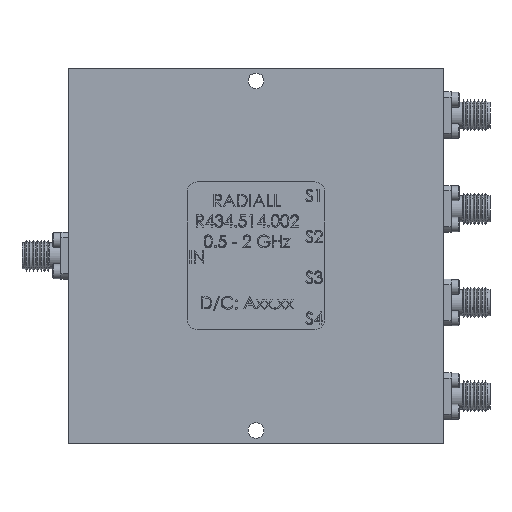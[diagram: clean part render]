
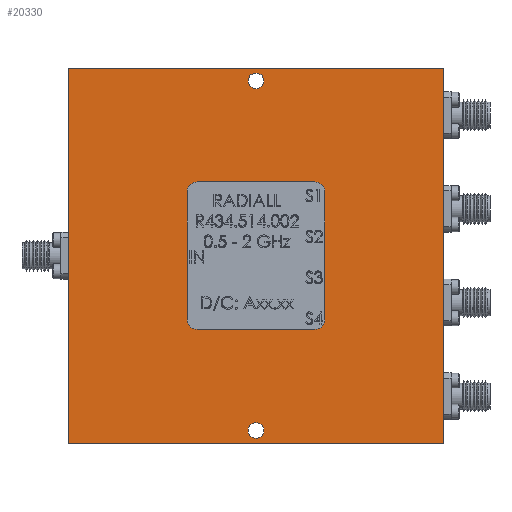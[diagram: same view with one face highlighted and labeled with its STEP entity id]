
A CAD part, top view. The second image highlights one B-rep face of the part: STEP entity #20330.
In plain terms, the highlighted planar face has unit normal (0, 0, 1).
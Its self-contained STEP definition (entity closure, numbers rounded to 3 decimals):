
#1263 = LINE ( 'NONE', #44721, #2447 ) ;
#1952 = VERTEX_POINT ( 'NONE', #13200 ) ;
#2269 = VECTOR ( 'NONE', #9961, 1000. ) ;
#2447 = VECTOR ( 'NONE', #22298, 1000. ) ;
#2962 = CARTESIAN_POINT ( 'NONE',  ( 38.1, 38.1, 3.6 ) ) ;
#4662 = VECTOR ( 'NONE', #23048, 1000. ) ;
#5638 = ORIENTED_EDGE ( 'NONE', *, *, #21995, .T. ) ;
#7614 = AXIS2_PLACEMENT_3D ( 'NONE', #11355, #15126, #41298 ) ;
#8497 = EDGE_LOOP ( 'NONE', ( #32212 ) ) ;
#8755 = CARTESIAN_POINT ( 'NONE',  ( 1.6, 35.56, 3.6 ) ) ;
#9961 = DIRECTION ( 'NONE',  ( 0., 1., 0. ) ) ;
#10185 = DIRECTION ( 'NONE',  ( 0., 0., -1. ) ) ;
#11255 = FACE_BOUND ( 'NONE', #8497, .T. ) ;
#11355 = CARTESIAN_POINT ( 'NONE',  ( -38.1, -38.1, 3.6 ) ) ;
#12783 = EDGE_CURVE ( 'NONE', #23335, #28457, #34376, .T. ) ;
#13200 = CARTESIAN_POINT ( 'NONE',  ( -38.1, -38.1, 3.6 ) ) ;
#13411 = CARTESIAN_POINT ( 'NONE',  ( -38.1, 38.1, 3.6 ) ) ;
#14233 = DIRECTION ( 'NONE',  ( 0., 0., -1. ) ) ;
#15126 = DIRECTION ( 'NONE',  ( 0., 0., 1. ) ) ;
#17162 = DIRECTION ( 'NONE',  ( -1., 0., 0. ) ) ;
#20018 = FACE_OUTER_BOUND ( 'NONE', #42989, .T. ) ;
#20252 = EDGE_CURVE ( 'NONE', #1952, #28610, #1263, .T. ) ;
#20330 = ADVANCED_FACE ( 'NONE', ( #11255, #41123, #20018 ), #26214, .T. ) ;
#21995 = EDGE_CURVE ( 'NONE', #28457, #1952, #44478, .T. ) ;
#22298 = DIRECTION ( 'NONE',  ( 1., 0., 0. ) ) ;
#22777 = ORIENTED_EDGE ( 'NONE', *, *, #23780, .T. ) ;
#23048 = DIRECTION ( 'NONE',  ( 0., -1., 0. ) ) ;
#23335 = VERTEX_POINT ( 'NONE', #2962 ) ;
#23780 = EDGE_CURVE ( 'NONE', #28610, #23335, #30980, .T. ) ;
#24053 = CIRCLE ( 'NONE', #25973, 1.6 ) ;
#25973 = AXIS2_PLACEMENT_3D ( 'NONE', #32599, #10185, #36354 ) ;
#26214 = PLANE ( 'NONE',  #7614 ) ;
#28457 = VERTEX_POINT ( 'NONE', #38104 ) ;
#28610 = VERTEX_POINT ( 'NONE', #39051 ) ;
#28611 = CARTESIAN_POINT ( 'NONE',  ( 38.1, -38.1, 3.6 ) ) ;
#29708 = CARTESIAN_POINT ( 'NONE',  ( 1.6, -35.56, 3.6 ) ) ;
#30980 = LINE ( 'NONE', #28611, #2269 ) ;
#31008 = ORIENTED_EDGE ( 'NONE', *, *, #47006, .T. ) ;
#31504 = EDGE_LOOP ( 'NONE', ( #31008 ) ) ;
#32212 = ORIENTED_EDGE ( 'NONE', *, *, #33097, .T. ) ;
#32599 = CARTESIAN_POINT ( 'NONE',  ( 0., -35.56, 3.6 ) ) ;
#33097 = EDGE_CURVE ( 'NONE', #46727, #46727, #24053, .T. ) ;
#34376 = LINE ( 'NONE', #13411, #35552 ) ;
#35552 = VECTOR ( 'NONE', #17162, 1000. ) ;
#36354 = DIRECTION ( 'NONE',  ( 1., 0., 0. ) ) ;
#36599 = CARTESIAN_POINT ( 'NONE',  ( 0., 35.56, 3.6 ) ) ;
#37610 = AXIS2_PLACEMENT_3D ( 'NONE', #36599, #14233, #40396 ) ;
#37617 = CIRCLE ( 'NONE', #37610, 1.6 ) ;
#37679 = ORIENTED_EDGE ( 'NONE', *, *, #20252, .T. ) ;
#37963 = CARTESIAN_POINT ( 'NONE',  ( -38.1, -38.1, 3.6 ) ) ;
#38104 = CARTESIAN_POINT ( 'NONE',  ( -38.1, 38.1, 3.6 ) ) ;
#38475 = VERTEX_POINT ( 'NONE', #8755 ) ;
#39051 = CARTESIAN_POINT ( 'NONE',  ( 38.1, -38.1, 3.6 ) ) ;
#40396 = DIRECTION ( 'NONE',  ( 1., 0., 0. ) ) ;
#41123 = FACE_BOUND ( 'NONE', #31504, .T. ) ;
#41298 = DIRECTION ( 'NONE',  ( 1., 0., 0. ) ) ;
#42989 = EDGE_LOOP ( 'NONE', ( #5638, #37679, #22777, #44837 ) ) ;
#44478 = LINE ( 'NONE', #37963, #4662 ) ;
#44721 = CARTESIAN_POINT ( 'NONE',  ( -38.1, -38.1, 3.6 ) ) ;
#44837 = ORIENTED_EDGE ( 'NONE', *, *, #12783, .T. ) ;
#46727 = VERTEX_POINT ( 'NONE', #29708 ) ;
#47006 = EDGE_CURVE ( 'NONE', #38475, #38475, #37617, .T. ) ;
